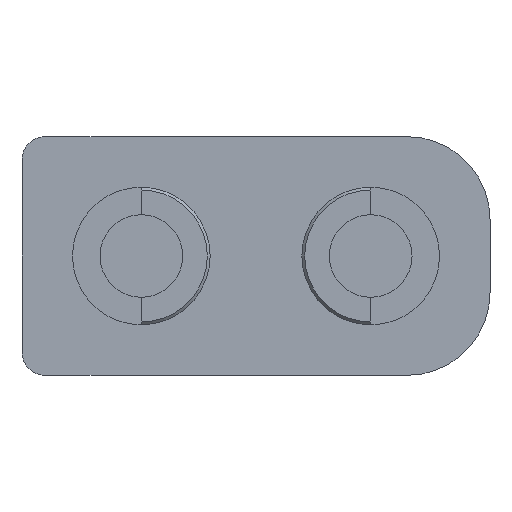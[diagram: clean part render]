
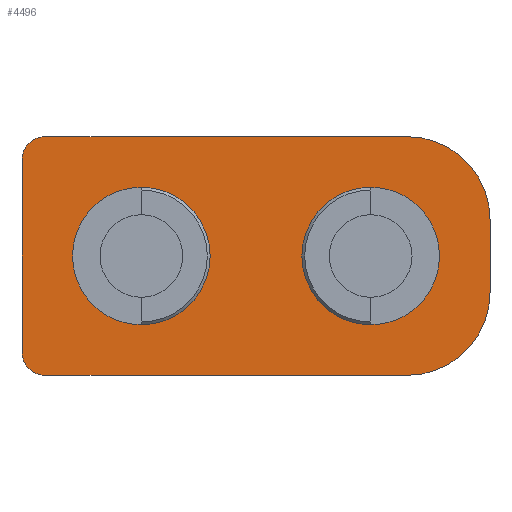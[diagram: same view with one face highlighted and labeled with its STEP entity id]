
A CAD part, front view. The second image highlights one B-rep face of the part: STEP entity #4496.
In plain terms, the highlighted planar face has unit normal (0, -1, 0).
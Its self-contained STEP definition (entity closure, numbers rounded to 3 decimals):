
#226=FACE_BOUND('',#678,.T.);
#227=FACE_BOUND('',#679,.T.);
#255=PLANE('',#4788);
#419=FACE_OUTER_BOUND('',#677,.T.);
#677=EDGE_LOOP('',(#3135,#3136,#3137,#3138,#3139,#3140,#3141,#3142));
#678=EDGE_LOOP('',(#3143));
#679=EDGE_LOOP('',(#3144));
#972=LINE('',#6073,#1443);
#973=LINE('',#6077,#1444);
#974=LINE('',#6081,#1445);
#975=LINE('',#6084,#1446);
#1443=VECTOR('',#5092,1000.);
#1444=VECTOR('',#5095,1000.);
#1445=VECTOR('',#5098,1000.);
#1446=VECTOR('',#5101,1000.);
#1898=CIRCLE('',#4761,1.5);
#1901=CIRCLE('',#4765,1.5);
#1918=CIRCLE('',#4789,0.5);
#1919=CIRCLE('',#4790,0.5);
#1920=CIRCLE('',#4791,1.8);
#1921=CIRCLE('',#4792,1.8);
#1964=VERTEX_POINT('',#5997);
#1969=VERTEX_POINT('',#6009);
#1992=VERTEX_POINT('',#6069);
#1993=VERTEX_POINT('',#6070);
#1994=VERTEX_POINT('',#6072);
#1995=VERTEX_POINT('',#6074);
#1996=VERTEX_POINT('',#6076);
#1997=VERTEX_POINT('',#6078);
#1998=VERTEX_POINT('',#6080);
#1999=VERTEX_POINT('',#6082);
#2414=EDGE_CURVE('',#1964,#1964,#1898,.T.);
#2420=EDGE_CURVE('',#1969,#1969,#1901,.T.);
#2450=EDGE_CURVE('',#1992,#1993,#1918,.T.);
#2451=EDGE_CURVE('',#1993,#1994,#972,.T.);
#2452=EDGE_CURVE('',#1994,#1995,#1919,.T.);
#2453=EDGE_CURVE('',#1995,#1996,#973,.T.);
#2454=EDGE_CURVE('',#1996,#1997,#1920,.T.);
#2455=EDGE_CURVE('',#1997,#1998,#974,.T.);
#2456=EDGE_CURVE('',#1998,#1999,#1921,.T.);
#2457=EDGE_CURVE('',#1999,#1992,#975,.T.);
#3135=ORIENTED_EDGE('',*,*,#2450,.T.);
#3136=ORIENTED_EDGE('',*,*,#2451,.T.);
#3137=ORIENTED_EDGE('',*,*,#2452,.T.);
#3138=ORIENTED_EDGE('',*,*,#2453,.T.);
#3139=ORIENTED_EDGE('',*,*,#2454,.T.);
#3140=ORIENTED_EDGE('',*,*,#2455,.T.);
#3141=ORIENTED_EDGE('',*,*,#2456,.T.);
#3142=ORIENTED_EDGE('',*,*,#2457,.T.);
#3143=ORIENTED_EDGE('',*,*,#2414,.T.);
#3144=ORIENTED_EDGE('',*,*,#2420,.T.);
#4496=ADVANCED_FACE('',(#419,#226,#227),#255,.T.);
#4761=AXIS2_PLACEMENT_3D('',#5998,#5018,#5019);
#4765=AXIS2_PLACEMENT_3D('',#6010,#5029,#5030);
#4788=AXIS2_PLACEMENT_3D('',#6068,#5088,#5089);
#4789=AXIS2_PLACEMENT_3D('',#6071,#5090,#5091);
#4790=AXIS2_PLACEMENT_3D('',#6075,#5093,#5094);
#4791=AXIS2_PLACEMENT_3D('',#6079,#5096,#5097);
#4792=AXIS2_PLACEMENT_3D('',#6083,#5099,#5100);
#5018=DIRECTION('center_axis',(0.,1.,0.));
#5019=DIRECTION('ref_axis',(0.,0.,1.));
#5029=DIRECTION('center_axis',(0.,1.,0.));
#5030=DIRECTION('ref_axis',(0.,0.,1.));
#5088=DIRECTION('center_axis',(0.,-1.,0.));
#5089=DIRECTION('ref_axis',(0.,0.,-1.));
#5090=DIRECTION('center_axis',(0.,-1.,0.));
#5091=DIRECTION('ref_axis',(0.,0.,-1.));
#5092=DIRECTION('',(0.,0.,-1.));
#5093=DIRECTION('center_axis',(0.,-1.,0.));
#5094=DIRECTION('ref_axis',(0.,0.,-1.));
#5095=DIRECTION('',(1.,0.,0.));
#5096=DIRECTION('center_axis',(0.,-1.,0.));
#5097=DIRECTION('ref_axis',(0.,0.,-1.));
#5098=DIRECTION('',(0.,0.,1.));
#5099=DIRECTION('center_axis',(0.,-1.,0.));
#5100=DIRECTION('ref_axis',(0.,0.,-1.));
#5101=DIRECTION('',(-1.,0.,0.));
#5997=CARTESIAN_POINT('',(-2.5,0.,-1.5));
#5998=CARTESIAN_POINT('Origin',(-2.5,0.,0.));
#6009=CARTESIAN_POINT('',(2.5,0.,-1.5));
#6010=CARTESIAN_POINT('Origin',(2.5,0.,0.));
#6068=CARTESIAN_POINT('Origin',(0.,0.,0.));
#6069=CARTESIAN_POINT('',(-4.6,0.,2.6));
#6070=CARTESIAN_POINT('',(-5.1,0.,2.1));
#6071=CARTESIAN_POINT('Origin',(-4.6,0.,2.1));
#6072=CARTESIAN_POINT('',(-5.1,0.,-2.1));
#6073=CARTESIAN_POINT('',(-5.1,0.,0.));
#6074=CARTESIAN_POINT('',(-4.6,0.,-2.6));
#6075=CARTESIAN_POINT('Origin',(-4.6,0.,-2.1));
#6076=CARTESIAN_POINT('',(3.3,0.,-2.6));
#6077=CARTESIAN_POINT('',(0.,0.,-2.6));
#6078=CARTESIAN_POINT('',(5.1,0.,-0.8));
#6079=CARTESIAN_POINT('Origin',(3.3,0.,-0.8));
#6080=CARTESIAN_POINT('',(5.1,0.,0.8));
#6081=CARTESIAN_POINT('',(5.1,0.,0.));
#6082=CARTESIAN_POINT('',(3.3,0.,2.6));
#6083=CARTESIAN_POINT('Origin',(3.3,0.,0.8));
#6084=CARTESIAN_POINT('',(0.,0.,2.6));
